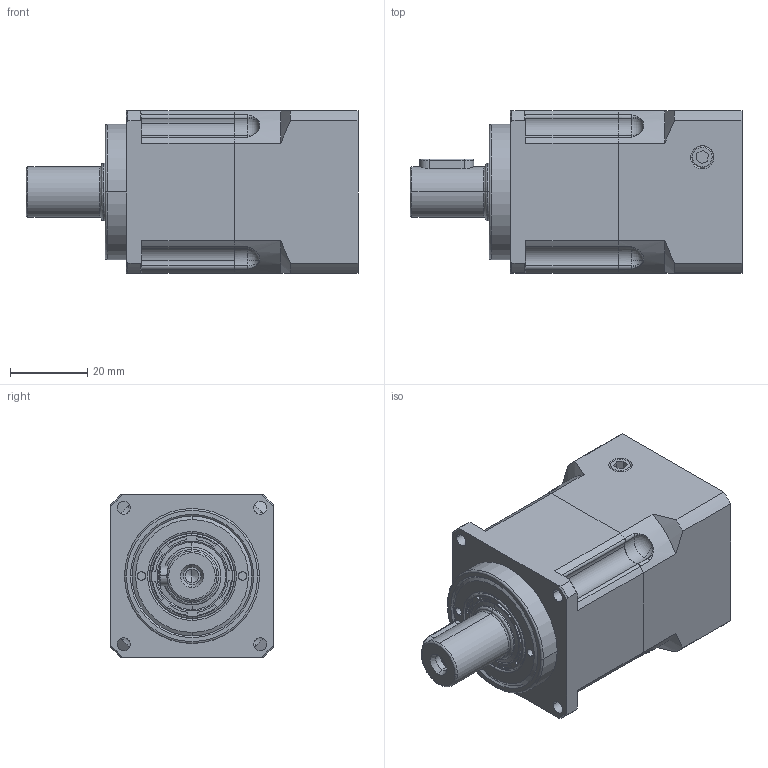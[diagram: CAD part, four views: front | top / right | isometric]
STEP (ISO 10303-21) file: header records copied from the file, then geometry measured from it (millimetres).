
FILE_DESCRIPTION (( 'STEP AP203' ), '1' );
FILE_NAME ('FAB042D-L1-S2-8-30-45-M3-26.STEP', '2022-04-29T06:39:39', ( 'User' ), ( 'China' ), 'SwSTEP 2.0', 'SolidWorks 2020', '' );
FILE_SCHEMA (( 'CONFIG_CONTROL_DESIGN' ));
Length unit declared in the file: millimetre
Products named in the file (10): A倰す瑩5X14; FAB-042; 输入太阳齿轮FAB042D-8; 输入法兰FAB042D-30X32XM3(45); M3-10樓粟菜; 怀堤俴陎殤FAB042; M3-10; 输入轴锁紧环-11X26X9; 踡隅蹟隊M6X6; FAB042D-L1-S2-8-30-45-M3-26
Assembly tree (12 placements, depth 2):
  FAB042D-L1-S2-8-30-45-M3-26
    A倰す瑩5X14
    踡隅蹟隊M6X6
    怀堤俴陎殤FAB042
    输入太阳齿轮FAB042D-8
    输入轴锁紧环-11X26X9
    M3-10
    M3-10樓粟菜  x4
    输入法兰FAB042D-30X32XM3(45)
    FAB-042
Bounding box: 86 x 42 x 42 mm (x, y, z)
Volume: 86557 mm3; surface area: 35462.5 mm2
Topology: 10 solids, 18 shells, 652 faces, 1588 edges, 997 vertices
Faces by surface type: cylinder 274, plane 185, cone 112, bspline 44, torus 37
Entity records: 19519 total; most frequent: CARTESIAN_POINT 4994, DIRECTION 2958, ORIENTED_EDGE 2700, EDGE_CURVE 1354, AXIS2_PLACEMENT_3D 1208, VERTEX_POINT 868, CIRCLE 662, EDGE_LOOP 655
